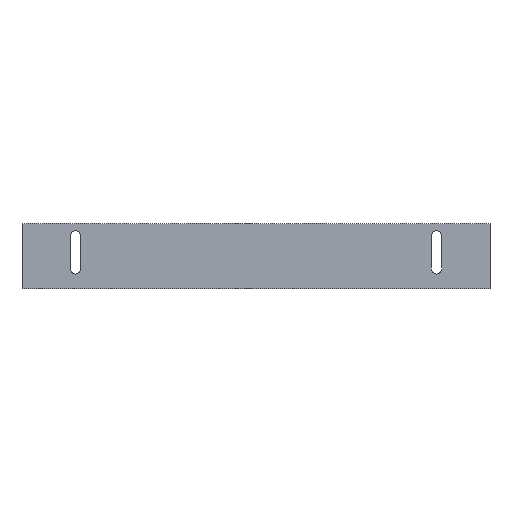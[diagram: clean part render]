
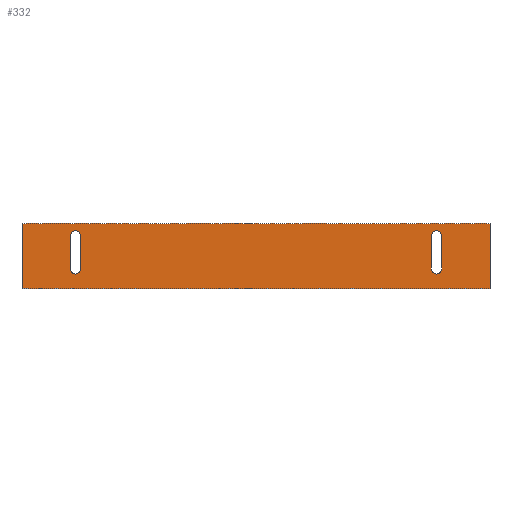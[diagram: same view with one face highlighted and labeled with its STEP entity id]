
A CAD part, left-side view. The second image highlights one B-rep face of the part: STEP entity #332.
In plain terms, the highlighted planar face has unit normal (-1, 0, 0).
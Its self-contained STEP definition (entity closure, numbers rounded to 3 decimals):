
#17 = CARTESIAN_POINT ( 'NONE',  ( 0., 125., 36.5 ) ) ;
#25 = DIRECTION ( 'NONE',  ( 0., 0., -1. ) ) ;
#39 = VECTOR ( 'NONE', #421, 1000. ) ;
#42 = CIRCLE ( 'NONE', #662, 3.5 ) ;
#50 = VERTEX_POINT ( 'NONE', #1383 ) ;
#66 = CARTESIAN_POINT ( 'NONE',  ( 0., 125., 10. ) ) ;
#68 = LINE ( 'NONE', #150, #39 ) ;
#92 = VECTOR ( 'NONE', #431, 1000. ) ;
#95 = CIRCLE ( 'NONE', #472, 3.5 ) ;
#96 = VERTEX_POINT ( 'NONE', #1293 ) ;
#117 = DIRECTION ( 'NONE',  ( 0., 0., 1. ) ) ;
#130 = LINE ( 'NONE', #1204, #92 ) ;
#150 = CARTESIAN_POINT ( 'NONE',  ( 0., -128.5, 36.5 ) ) ;
#163 = VECTOR ( 'NONE', #648, 1000. ) ;
#167 = CARTESIAN_POINT ( 'NONE',  ( 0., 121.5, 36.5 ) ) ;
#217 = CARTESIAN_POINT ( 'NONE',  ( 0., 121.5, 36.5 ) ) ;
#218 = DIRECTION ( 'NONE',  ( -1., 0., 0. ) ) ;
#224 = CARTESIAN_POINT ( 'NONE',  ( 0., 162., 45. ) ) ;
#258 = VERTEX_POINT ( 'NONE', #1510 ) ;
#271 = VERTEX_POINT ( 'NONE', #798 ) ;
#276 = LINE ( 'NONE', #438, #388 ) ;
#301 = VERTEX_POINT ( 'NONE', #1218 ) ;
#319 = DIRECTION ( 'NONE',  ( 1., 0., 0. ) ) ;
#332 = ADVANCED_FACE ( 'NONE', ( #1231, #1169, #1273 ), #1488, .T. ) ;
#338 = EDGE_LOOP ( 'NONE', ( #1236, #746, #585, #742, #731 ) ) ;
#344 = VERTEX_POINT ( 'NONE', #663 ) ;
#359 = VECTOR ( 'NONE', #374, 1000. ) ;
#367 = DIRECTION ( 'NONE',  ( 1., 0., 0. ) ) ;
#374 = DIRECTION ( 'NONE',  ( 0., -1., 0. ) ) ;
#380 = DIRECTION ( 'NONE',  ( 1., 0., 0. ) ) ;
#388 = VECTOR ( 'NONE', #428, 1000. ) ;
#398 = CARTESIAN_POINT ( 'NONE',  ( 0., 162., 45. ) ) ;
#407 = VECTOR ( 'NONE', #925, 1000. ) ;
#421 = DIRECTION ( 'NONE',  ( 0., 0., -1. ) ) ;
#428 = DIRECTION ( 'NONE',  ( 0., 0., -1. ) ) ;
#431 = DIRECTION ( 'NONE',  ( 0., 0., 1. ) ) ;
#438 = CARTESIAN_POINT ( 'NONE',  ( 0., 162., 45. ) ) ;
#443 = EDGE_LOOP ( 'NONE', ( #586, #730, #729, #587, #727 ) ) ;
#466 = AXIS2_PLACEMENT_3D ( 'NONE', #1125, #319, #1244 ) ;
#472 = AXIS2_PLACEMENT_3D ( 'NONE', #737, #1562, #875 ) ;
#491 = CARTESIAN_POINT ( 'NONE',  ( 0., 162., 0. ) ) ;
#494 = CARTESIAN_POINT ( 'NONE',  ( 0., -162., 45. ) ) ;
#572 = CARTESIAN_POINT ( 'NONE',  ( 0., 128.5, 13.5 ) ) ;
#585 = ORIENTED_EDGE ( 'NONE', *, *, #950, .T. ) ;
#586 = ORIENTED_EDGE ( 'NONE', *, *, #919, .T. ) ;
#587 = ORIENTED_EDGE ( 'NONE', *, *, #1272, .T. ) ;
#591 = ORIENTED_EDGE ( 'NONE', *, *, #1189, .T. ) ;
#601 = VERTEX_POINT ( 'NONE', #572 ) ;
#638 = AXIS2_PLACEMENT_3D ( 'NONE', #1166, #380, #1303 ) ;
#640 = AXIS2_PLACEMENT_3D ( 'NONE', #1157, #367, #1289 ) ;
#641 = CIRCLE ( 'NONE', #640, 3.5 ) ;
#646 = AXIS2_PLACEMENT_3D ( 'NONE', #17, #918, #117 ) ;
#648 = DIRECTION ( 'NONE',  ( 0., 0., -1. ) ) ;
#662 = AXIS2_PLACEMENT_3D ( 'NONE', #1396, #1182, #811 ) ;
#663 = CARTESIAN_POINT ( 'NONE',  ( 0., -128.5, 36.5 ) ) ;
#721 = ORIENTED_EDGE ( 'NONE', *, *, #860, .T. ) ;
#725 = ORIENTED_EDGE ( 'NONE', *, *, #942, .F. ) ;
#727 = ORIENTED_EDGE ( 'NONE', *, *, #948, .T. ) ;
#729 = ORIENTED_EDGE ( 'NONE', *, *, #924, .T. ) ;
#730 = ORIENTED_EDGE ( 'NONE', *, *, #930, .T. ) ;
#731 = ORIENTED_EDGE ( 'NONE', *, *, #889, .T. ) ;
#737 = CARTESIAN_POINT ( 'NONE',  ( 0., -125., 13.5 ) ) ;
#742 = ORIENTED_EDGE ( 'NONE', *, *, #1261, .T. ) ;
#746 = ORIENTED_EDGE ( 'NONE', *, *, #898, .T. ) ;
#750 = VERTEX_POINT ( 'NONE', #66 ) ;
#751 = AXIS2_PLACEMENT_3D ( 'NONE', #1499, #218, #1387 ) ;
#761 = DIRECTION ( 'NONE',  ( 0., -1., 0. ) ) ;
#798 = CARTESIAN_POINT ( 'NONE',  ( 0., 162., 0. ) ) ;
#811 = DIRECTION ( 'NONE',  ( 0., 0., 1. ) ) ;
#821 = EDGE_LOOP ( 'NONE', ( #1233, #725, #721, #591 ) ) ;
#826 = VERTEX_POINT ( 'NONE', #167 ) ;
#860 = EDGE_CURVE ( 'NONE', #978, #271, #276, .T. ) ;
#871 = VECTOR ( 'NONE', #25, 1000. ) ;
#875 = DIRECTION ( 'NONE',  ( 0., 0., 1. ) ) ;
#880 = CARTESIAN_POINT ( 'NONE',  ( 0., -128.5, 13.5 ) ) ;
#889 = EDGE_CURVE ( 'NONE', #258, #301, #130, .T. ) ;
#898 = EDGE_CURVE ( 'NONE', #344, #1465, #68, .T. ) ;
#902 = EDGE_CURVE ( 'NONE', #301, #344, #42, .T. ) ;
#918 = DIRECTION ( 'NONE',  ( 1., 0., 0. ) ) ;
#919 = EDGE_CURVE ( 'NONE', #96, #826, #1415, .T. ) ;
#924 = EDGE_CURVE ( 'NONE', #1400, #750, #641, .T. ) ;
#925 = DIRECTION ( 'NONE',  ( 0., 0., 1. ) ) ;
#930 = EDGE_CURVE ( 'NONE', #826, #1400, #1565, .T. ) ;
#934 = EDGE_CURVE ( 'NONE', #1209, #1420, #1435, .T. ) ;
#942 = EDGE_CURVE ( 'NONE', #978, #1209, #1230, .T. ) ;
#948 = EDGE_CURVE ( 'NONE', #601, #96, #1530, .T. ) ;
#950 = EDGE_CURVE ( 'NONE', #1465, #50, #1134, .T. ) ;
#978 = VERTEX_POINT ( 'NONE', #398 ) ;
#1122 = CARTESIAN_POINT ( 'NONE',  ( 0., -162., 0. ) ) ;
#1125 = CARTESIAN_POINT ( 'NONE',  ( 0., 125., 13.5 ) ) ;
#1126 = VECTOR ( 'NONE', #761, 1000. ) ;
#1134 = CIRCLE ( 'NONE', #638, 3.5 ) ;
#1157 = CARTESIAN_POINT ( 'NONE',  ( 0., 125., 13.5 ) ) ;
#1166 = CARTESIAN_POINT ( 'NONE',  ( 0., -125., 13.5 ) ) ;
#1169 = FACE_BOUND ( 'NONE', #443, .T. ) ;
#1182 = DIRECTION ( 'NONE',  ( 1., 0., 0. ) ) ;
#1189 = EDGE_CURVE ( 'NONE', #271, #1420, #1256, .T. ) ;
#1204 = CARTESIAN_POINT ( 'NONE',  ( 0., -121.5, 36.5 ) ) ;
#1209 = VERTEX_POINT ( 'NONE', #494 ) ;
#1218 = CARTESIAN_POINT ( 'NONE',  ( 0., -121.5, 36.5 ) ) ;
#1230 = LINE ( 'NONE', #224, #359 ) ;
#1231 = FACE_BOUND ( 'NONE', #338, .T. ) ;
#1233 = ORIENTED_EDGE ( 'NONE', *, *, #934, .F. ) ;
#1236 = ORIENTED_EDGE ( 'NONE', *, *, #902, .T. ) ;
#1239 = CARTESIAN_POINT ( 'NONE',  ( 0., 121.5, 13.5 ) ) ;
#1244 = DIRECTION ( 'NONE',  ( 0., 0., 1. ) ) ;
#1256 = LINE ( 'NONE', #491, #1126 ) ;
#1261 = EDGE_CURVE ( 'NONE', #50, #258, #95, .T. ) ;
#1272 = EDGE_CURVE ( 'NONE', #750, #601, #1472, .T. ) ;
#1273 = FACE_OUTER_BOUND ( 'NONE', #821, .T. ) ;
#1289 = DIRECTION ( 'NONE',  ( 0., 0., 1. ) ) ;
#1293 = CARTESIAN_POINT ( 'NONE',  ( 0., 128.5, 36.5 ) ) ;
#1303 = DIRECTION ( 'NONE',  ( 0., 0., 1. ) ) ;
#1383 = CARTESIAN_POINT ( 'NONE',  ( 0., -125., 10. ) ) ;
#1387 = DIRECTION ( 'NONE',  ( 0., 0., 1. ) ) ;
#1396 = CARTESIAN_POINT ( 'NONE',  ( 0., -125., 36.5 ) ) ;
#1400 = VERTEX_POINT ( 'NONE', #1239 ) ;
#1415 = CIRCLE ( 'NONE', #646, 3.5 ) ;
#1420 = VERTEX_POINT ( 'NONE', #1122 ) ;
#1435 = LINE ( 'NONE', #1497, #871 ) ;
#1465 = VERTEX_POINT ( 'NONE', #880 ) ;
#1472 = CIRCLE ( 'NONE', #466, 3.5 ) ;
#1488 = PLANE ( 'NONE',  #751 ) ;
#1497 = CARTESIAN_POINT ( 'NONE',  ( 0., -162., 45. ) ) ;
#1499 = CARTESIAN_POINT ( 'NONE',  ( 0., 162., 45. ) ) ;
#1502 = CARTESIAN_POINT ( 'NONE',  ( 0., 128.5, 36.5 ) ) ;
#1510 = CARTESIAN_POINT ( 'NONE',  ( 0., -121.5, 13.5 ) ) ;
#1530 = LINE ( 'NONE', #1502, #407 ) ;
#1562 = DIRECTION ( 'NONE',  ( 1., 0., 0. ) ) ;
#1565 = LINE ( 'NONE', #217, #163 ) ;
